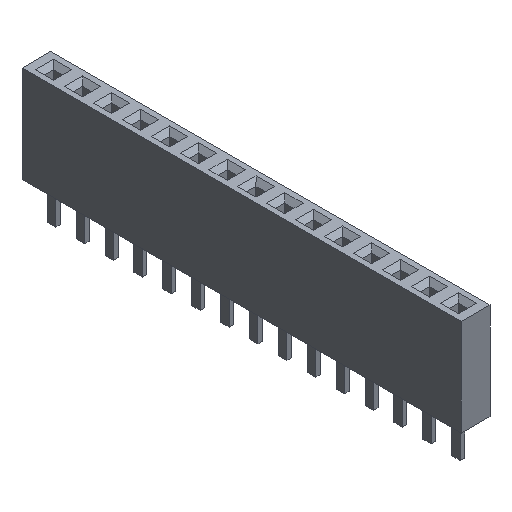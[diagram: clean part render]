
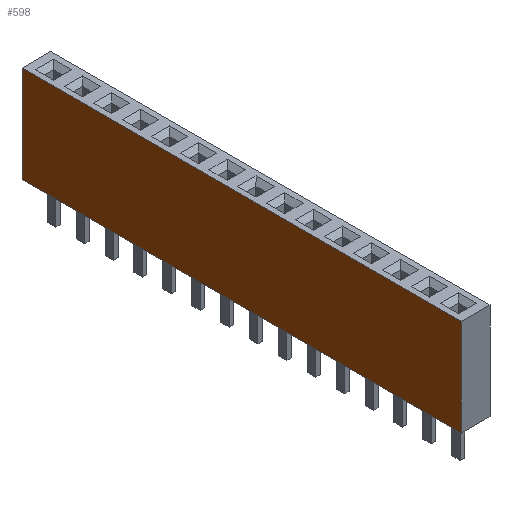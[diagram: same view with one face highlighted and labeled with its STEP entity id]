
A CAD part, isometric view. The second image highlights one B-rep face of the part: STEP entity #598.
In plain terms, the highlighted planar face has unit normal (-1, 0, 0).
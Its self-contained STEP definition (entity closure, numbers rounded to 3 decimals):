
#22 = VERTEX_POINT('',#23);
#23 = CARTESIAN_POINT('',(-1.27,1.524,8.5));
#31 = EDGE_CURVE('',#32,#22,#34,.T.);
#32 = VERTEX_POINT('',#33);
#33 = CARTESIAN_POINT('',(-1.27,-37.084,8.5));
#34 = LINE('',#35,#36);
#35 = CARTESIAN_POINT('',(-1.27,-37.084,8.5));
#36 = VECTOR('',#37,1.);
#37 = DIRECTION('',(0.,1.,0.));
#571 = EDGE_CURVE('',#572,#22,#574,.T.);
#572 = VERTEX_POINT('',#573);
#573 = CARTESIAN_POINT('',(-1.27,1.524,0.));
#574 = LINE('',#575,#576);
#575 = CARTESIAN_POINT('',(-1.27,1.524,0.));
#576 = VECTOR('',#577,1.);
#577 = DIRECTION('',(0.,0.,1.));
#598 = ADVANCED_FACE('',(#599),#617,.T.);
#599 = FACE_BOUND('',#600,.T.);
#600 = EDGE_LOOP('',(#601,#609,#610,#611));
#601 = ORIENTED_EDGE('',*,*,#602,.T.);
#602 = EDGE_CURVE('',#603,#32,#605,.T.);
#603 = VERTEX_POINT('',#604);
#604 = CARTESIAN_POINT('',(-1.27,-37.084,0.));
#605 = LINE('',#606,#607);
#606 = CARTESIAN_POINT('',(-1.27,-37.084,0.));
#607 = VECTOR('',#608,1.);
#608 = DIRECTION('',(0.,0.,1.));
#609 = ORIENTED_EDGE('',*,*,#31,.T.);
#610 = ORIENTED_EDGE('',*,*,#571,.F.);
#611 = ORIENTED_EDGE('',*,*,#612,.F.);
#612 = EDGE_CURVE('',#603,#572,#613,.T.);
#613 = LINE('',#614,#615);
#614 = CARTESIAN_POINT('',(-1.27,-37.084,0.));
#615 = VECTOR('',#616,1.);
#616 = DIRECTION('',(0.,1.,0.));
#617 = PLANE('',#618);
#618 = AXIS2_PLACEMENT_3D('',#619,#620,#621);
#619 = CARTESIAN_POINT('',(-1.27,-37.084,0.));
#620 = DIRECTION('',(-1.,0.,0.));
#621 = DIRECTION('',(0.,1.,0.));
